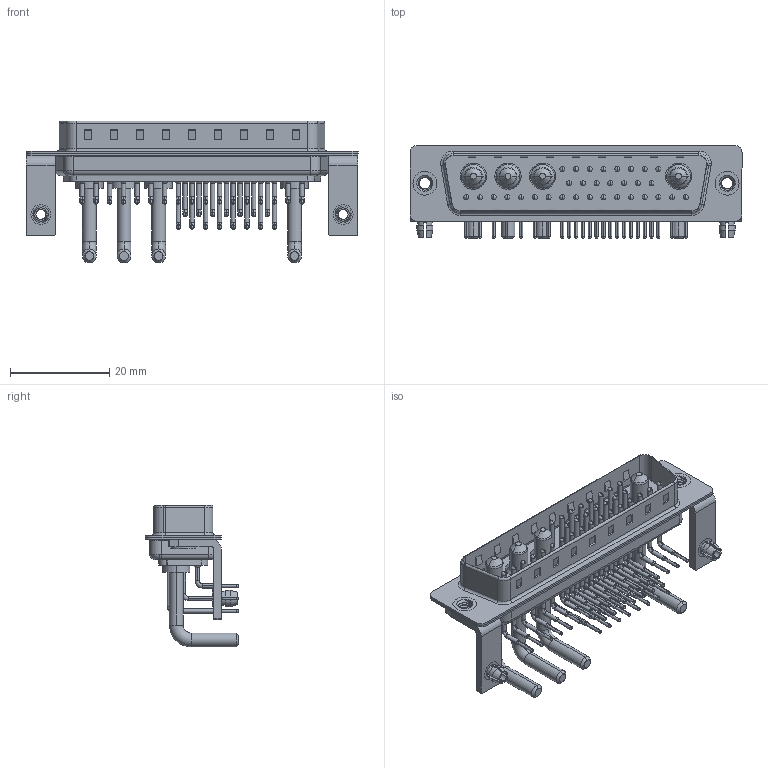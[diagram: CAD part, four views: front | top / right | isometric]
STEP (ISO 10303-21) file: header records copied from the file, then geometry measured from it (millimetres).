
FILE_DESCRIPTION (( 'STEP AP203' ), '1' );
FILE_NAME ('629-36W4650-2T3.STEP', '2022-05-18T09:30:48', ( '' ), ( '' ), 'SwSTEP 2.0', 'SolidWorks 2020', '' );
FILE_SCHEMA (( 'CONFIG_CONTROL_DESIGN' ));
Length unit declared in the file: millimetre
Products named in the file (11): 629Combo Board Lock_50 Contacts; 629Combo Threaded Rivet_3; 629Combo Housing_36W4; 629Combo Contact Row 3; Power Pin_Ext 20A RA 50; 629Combo Stabilizer Bracket_50 Contacts; 629-36W4650-2T3; 629Combo Shell Rear_50 Contacts; 629Combo Contact Row 1_50 Contacts; 629Combo Contact Row 2_50 Contacts; 629Combo Shell Front_50 Contacts
Assembly tree (45 placements, depth 2):
  629-36W4650-2T3
    629Combo Housing_36W4
    629Combo Shell Rear_50 Contacts
    629Combo Shell Front_50 Contacts
    629Combo Threaded Rivet_3  x2
    629Combo Stabilizer Bracket_50 Contacts  x2
    629Combo Board Lock_50 Contacts  x2
    Power Pin_Ext 20A RA 50  x4
    629Combo Contact Row 1_50 Contacts  x8
    629Combo Contact Row 2_50 Contacts  x7
    629Combo Contact Row 3  x17
Bounding box: 67 x 18.8 x 28.63 mm (x, y, z)
Volume: 5968.7 mm3; surface area: 13560.4 mm2
Topology: 49 solids, 49 shells, 4236 faces, 11711 edges, 7600 vertices
Faces by surface type: plane 2359, cylinder 1427, bspline 202, cone 182, torus 66
Entity records: 36539 total; most frequent: CARTESIAN_POINT 7424, DIRECTION 5909, ORIENTED_EDGE 5438, EDGE_CURVE 2719, AXIS2_PLACEMENT_3D 2152, VERTEX_POINT 1765, VECTOR 1605, LINE 1605
